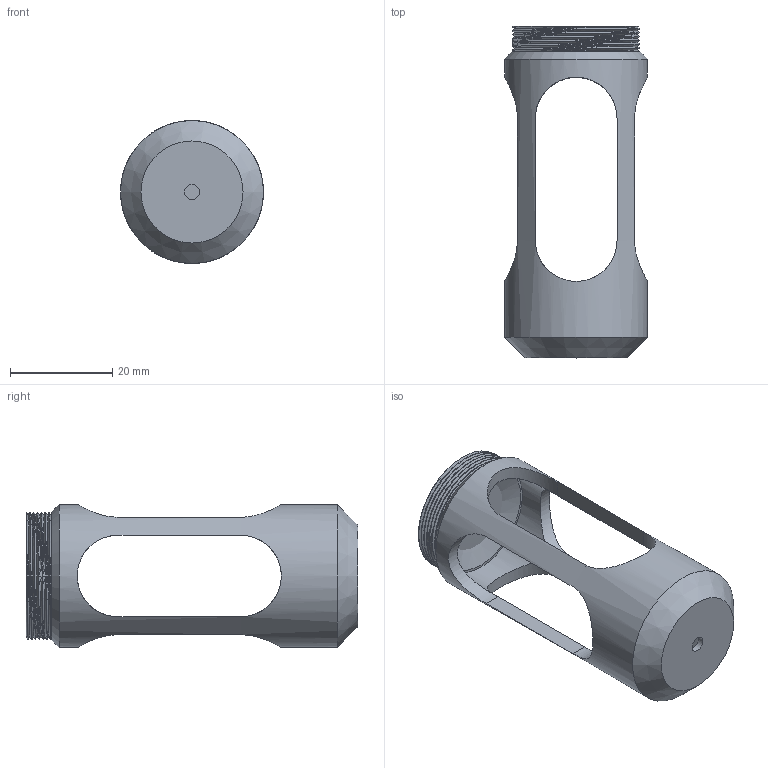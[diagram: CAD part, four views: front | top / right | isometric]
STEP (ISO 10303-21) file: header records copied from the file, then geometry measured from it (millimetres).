
FILE_DESCRIPTION(/* description */ (''),/* implementation_level */ '2;1');
FILE_NAME(/* name */ 'Nikon Laser Collimater.step',/* time_stamp */ '2019-08-12T17:02:29-07:00',/* author */ (''),/* organization */ (''),/* preprocessor_version */ 'ST-DEVELOPER v18',/* originating_system */ 'Autodesk Translation Framework v8.2.0.1029',/* authorisation */ '');
FILE_SCHEMA (('AUTOMOTIVE_DESIGN { 1 0 10303 214 3 1 1 }'));
Length unit declared in the file: millimetre
Products named in the file (1): Nikon Laser Collimater
Bounding box: 28 x 65 x 28 mm (x, y, z)
Volume: 9536.7 mm3; surface area: 7832.8 mm2
Topology: 1 solids, 1 shells, 49 faces, 132 edges, 85 vertices
Faces by surface type: cylinder 31, plane 12, cone 3, bspline 3
Full cylindrical faces by diameter (mm): 3 x2, 23 x1, 24 x7, 24.902 x8, 28 x1
Entity records: 3803 total; most frequent: CARTESIAN_POINT 2624, ORIENTED_EDGE 264, DIRECTION 190, EDGE_CURVE 132, VERTEX_POINT 85, AXIS2_PLACEMENT_3D 66, EDGE_LOOP 59, LINE 58
